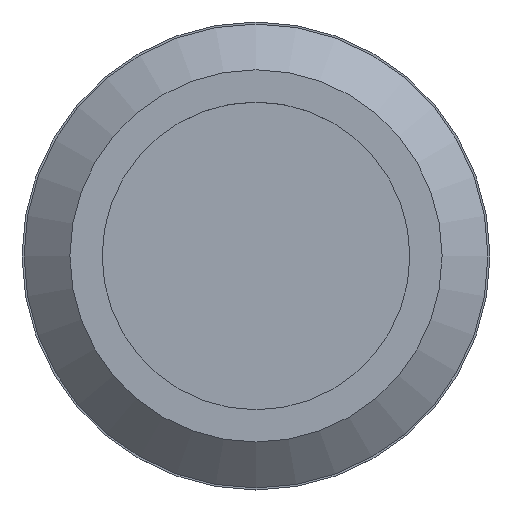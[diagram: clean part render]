
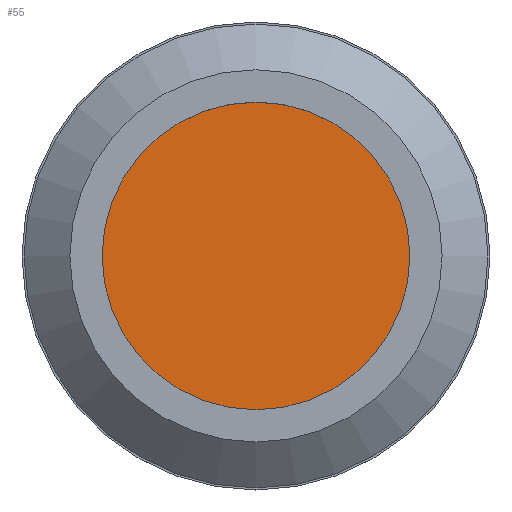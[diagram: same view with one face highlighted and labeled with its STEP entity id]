
A CAD part, top view. The second image highlights one B-rep face of the part: STEP entity #55.
In plain terms, the highlighted planar face has unit normal (0, 0, 1).
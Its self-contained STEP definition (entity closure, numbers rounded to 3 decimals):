
#55 = ADVANCED_FACE( '', ( #117 ), #118, .F. );
#117 = FACE_OUTER_BOUND( '', #182, .T. );
#118 = PLANE( '', #183 );
#182 = EDGE_LOOP( '', ( #257 ) );
#183 = AXIS2_PLACEMENT_3D( '', #258, #259, #260 );
#257 = ORIENTED_EDGE( '', *, *, #298, .T. );
#258 = CARTESIAN_POINT( '', ( 12., 0., 7.8 ) );
#259 = DIRECTION( '', ( 0., 0., -1. ) );
#260 = DIRECTION( '', ( -1., 0., 0. ) );
#298 = EDGE_CURVE( '', #327, #327, #328, .T. );
#327 = VERTEX_POINT( '', #370 );
#328 = CIRCLE( '', #371, 12. );
#370 = CARTESIAN_POINT( '', ( 12., 0., 7.8 ) );
#371 = AXIS2_PLACEMENT_3D( '', #412, #413, #414 );
#412 = CARTESIAN_POINT( '', ( 0., 0., 7.8 ) );
#413 = DIRECTION( '', ( 0., 0., 1. ) );
#414 = DIRECTION( '', ( 1., 0., 0. ) );
